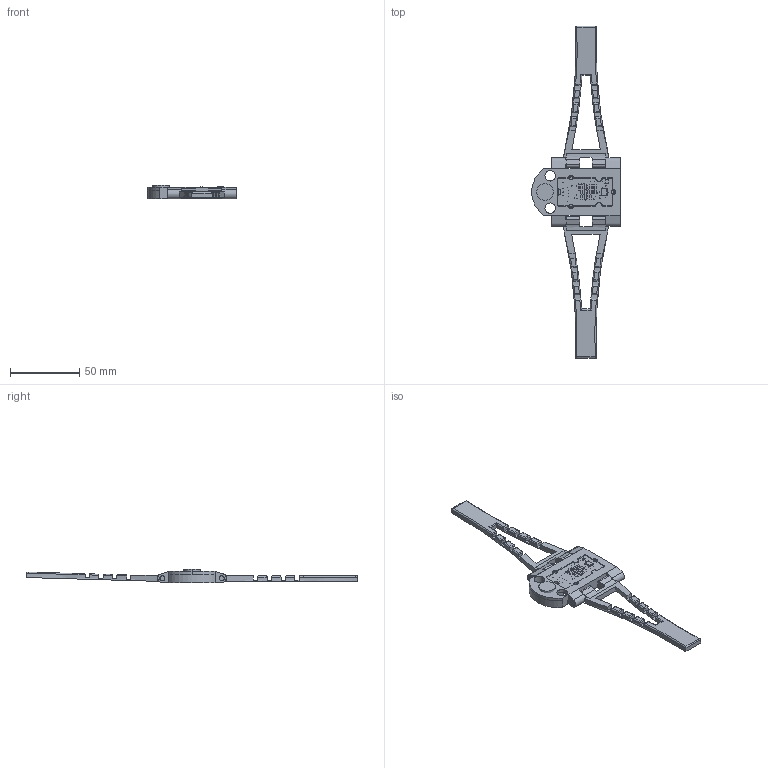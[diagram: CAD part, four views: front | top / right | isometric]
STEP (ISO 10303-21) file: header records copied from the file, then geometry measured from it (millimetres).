
FILE_DESCRIPTION (( 'STEP AP203' ), '1' );
FILE_NAME ('sensor.STEP', '2020-10-20T15:07:18', ( '' ), ( '' ), 'SwSTEP 2.0', 'SolidWorks 2020', '' );
FILE_SCHEMA (( 'CONFIG_CONTROL_DESIGN' ));
Length unit declared in the file: millimetre
Products named in the file (22): Board.step.STEP.IGS; 4.7k.step.STEP.IGS; 1uF.step.STEP.IGS; OSHW_FILLX200_NOTEXT.step.STEP.IGS; TWIGLOGO.step.STEP.IGS; Digispark - Board simple___ _________; 8S2 EIAJ SOIC - ATtiny85 20SU_Valor predeterminado; XC6206P332MR.step.STEP.IGS; buzzer; sensor.IGS; sensor; TP-D45MIL.step.STEP.IGS; 2N7002.step.STEP.IGS; DNP_2.step.STEP.IGS; TO-252AA-IRF; ATriny; 2N7002_1.step.STEP.IGS; strap; DNP_1.step.STEP.IGS; housing_A; AK9753.step.STEP.IGS; CR2032 BATTERY
Assembly tree (39 placements, depth 3):
  sensor
    sensor.IGS
      Board.step.STEP.IGS
      XC6206P332MR.step.STEP.IGS
      1uF.step.STEP.IGS  x5
      TP-D45MIL.step.STEP.IGS  x8
      2N7002.step.STEP.IGS
      2N7002_1.step.STEP.IGS
      4.7k.step.STEP.IGS  x6
      AK9753.step.STEP.IGS
      DNP_1.step.STEP.IGS
      DNP_2.step.STEP.IGS  x2
      TWIGLOGO.step.STEP.IGS
      OSHW_FILLX200_NOTEXT.step.STEP.IGS
    housing_A
    ATriny
      Digispark - Board simple___ _________
      TO-252AA-IRF
      8S2 EIAJ SOIC - ATtiny85 20SU_Valor predeterminado
    CR2032 BATTERY
    strap  x2
    buzzer
Bounding box: 64 x 239.82 x 9.8 mm (x, y, z)
Volume: 26995.1 mm3; surface area: 21395.2 mm2
Topology: 41 solids, 41 shells, 1169 faces, 3021 edges, 1960 vertices
Faces by surface type: bspline 622, plane 373, cylinder 168, cone 4, torus 2
Entity records: 38543 total; most frequent: CARTESIAN_POINT 15592, ORIENTED_EDGE 5120, DIRECTION 2580, EDGE_CURVE 2560, VERTEX_POINT 1672, EDGE_LOOP 1140, B_SPLINE_CURVE_WITH_KNOTS 1104, LINE 986
